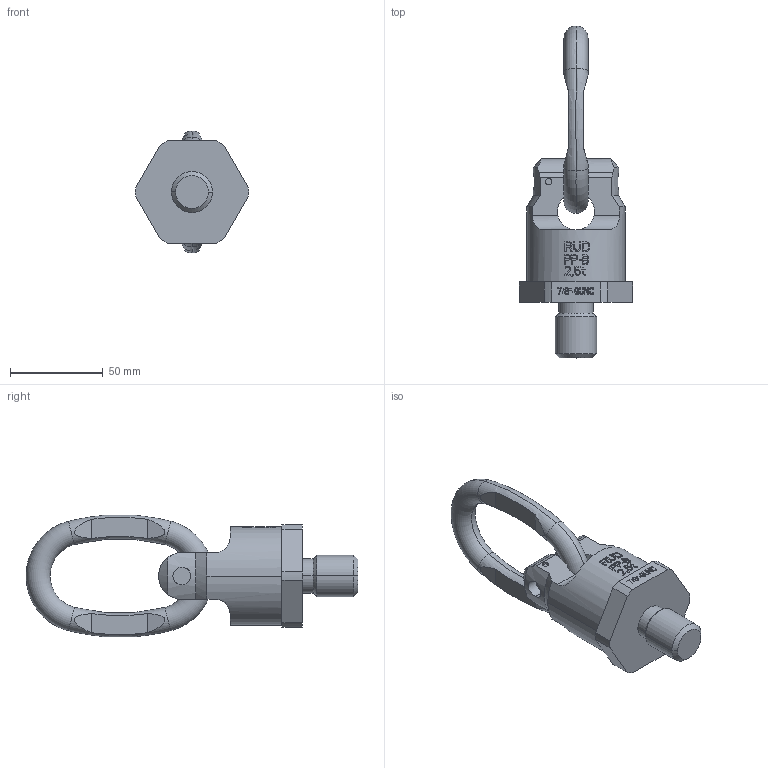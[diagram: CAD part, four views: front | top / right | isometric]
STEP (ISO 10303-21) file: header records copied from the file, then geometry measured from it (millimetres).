
FILE_DESCRIPTION((''),'2;1');
FILE_NAME('4PP-B-2_5T-7_8Z','2005-01-19T',('jakubetz'),(''),'PRO/ENGINEER BY PARAMETRIC TECHNOLOGY CORPORATION, 2001400','PRO/ENGINEER BY PARAMETRIC TECHNOLOGY CORPORATION, 2001400','');
FILE_SCHEMA(('CONFIG_CONTROL_DESIGN'));
Length unit declared in the file: millimetre
Products named in the file (1): 4PP-B-2_5T-7_8Z
Bounding box: 60.98 x 179 x 65.65 mm (x, y, z)
Volume: 160174.1 mm3; surface area: 33686.6 mm2
Topology: 3 solids, 3 shells, 600 faces, 1655 edges, 1098 vertices
Faces by surface type: plane 536, cylinder 48, cone 8, torus 8
Entity records: 19748 total; most frequent: CARTESIAN_POINT 4936, ORIENTED_EDGE 3310, DIRECTION 2669, EDGE_CURVE 1655, VECTOR 1117, LINE 1117, VERTEX_POINT 1098, AXIS2_PLACEMENT_3D 776
